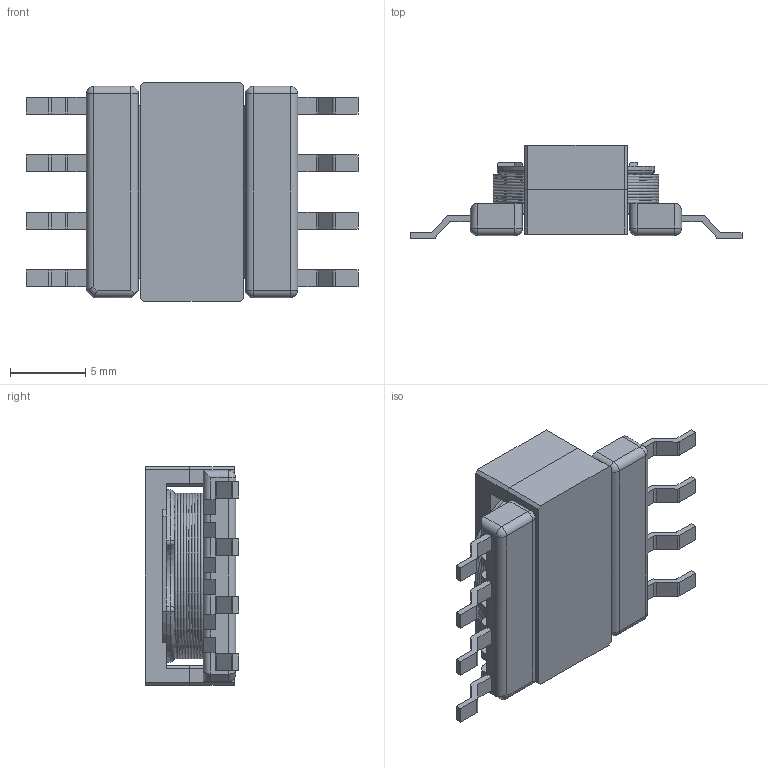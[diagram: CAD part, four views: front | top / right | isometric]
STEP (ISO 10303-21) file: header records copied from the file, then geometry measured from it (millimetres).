
FILE_DESCRIPTION(/* description */ (''),/* implementation_level */ '2;1');
FILE_NAME(/* name */ '55230843-4 Assembly.stp',/* time_stamp */ '2024-03-14T11:07:36+01:00',/* author */ ('mt'),/* organization */ (''),/* preprocessor_version */ 'ST-DEVELOPER v20',/* originating_system */ 'Autodesk Inventor 2024',/* authorisation */ '');
FILE_SCHEMA (('CONFIG_CONTROL_DESIGN'));
Length unit declared in the file: millimetre
Products named in the file (5): 55230843-4 Assembly; 55230843-4; ER 14,5; ER 14,5_1; Tråd for ER14,5
Assembly tree (4 placements, depth 2):
  55230843-4 Assembly
    55230843-4
    ER 14,5
    ER 14,5_1
    Tråd for ER14,5
Bounding box: 22 x 6.2 x 14.5 mm (x, y, z)
Volume: 819.4 mm3; surface area: 1719.5 mm2
Topology: 12 solids, 12 shells, 427 faces, 1095 edges, 708 vertices
Faces by surface type: plane 269, cylinder 76, bspline 40, torus 28, sphere 10, cone 4
Full cylindrical faces by diameter (mm): 4.8 x2, 5 x1, 5.9 x1
Entity records: 13458 total; most frequent: CARTESIAN_POINT 2781, ORIENTED_EDGE 2190, DIRECTION 2029, EDGE_CURVE 1095, LINE 781, VECTOR 781, VERTEX_POINT 708, AXIS2_PLACEMENT_3D 624
